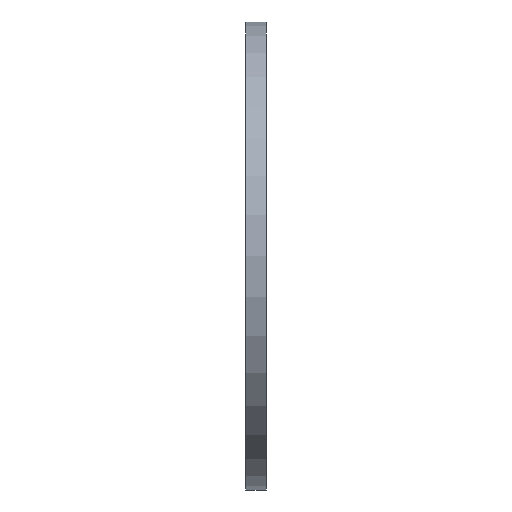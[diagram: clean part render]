
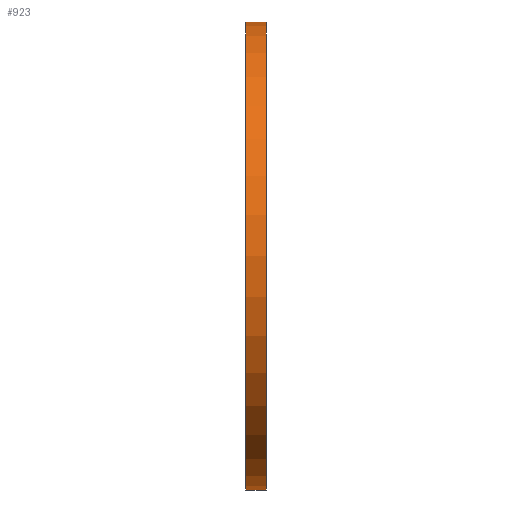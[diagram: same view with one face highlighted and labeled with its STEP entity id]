
A CAD part, left-side view. The second image highlights one B-rep face of the part: STEP entity #923.
In plain terms, the highlighted cylindrical face has radius 390 mm (diameter 780 mm), a partial arc.
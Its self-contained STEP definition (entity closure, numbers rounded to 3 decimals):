
#13 = VERTEX_POINT ( 'NONE', #1314 ) ;
#49 = DIRECTION ( 'NONE',  ( 0., -1., 0. ) ) ;
#57 = CIRCLE ( 'NONE', #697, 390. ) ;
#64 = VECTOR ( 'NONE', #183, 1000. ) ;
#84 = ORIENTED_EDGE ( 'NONE', *, *, #149, .F. ) ;
#88 = CARTESIAN_POINT ( 'NONE',  ( 0., 34., 0. ) ) ;
#102 = AXIS2_PLACEMENT_3D ( 'NONE', #194, #296, #704 ) ;
#139 = CARTESIAN_POINT ( 'NONE',  ( 0., 0., -390. ) ) ;
#149 = EDGE_CURVE ( 'NONE', #13, #400, #57, .T. ) ;
#183 = DIRECTION ( 'NONE',  ( 0., -1., 0. ) ) ;
#194 = CARTESIAN_POINT ( 'NONE',  ( 0., 0., 0. ) ) ;
#198 = EDGE_CURVE ( 'NONE', #400, #1512, #848, .T. ) ;
#296 = DIRECTION ( 'NONE',  ( 0., 1., 0. ) ) ;
#299 = ORIENTED_EDGE ( 'NONE', *, *, #1628, .T. ) ;
#399 = CARTESIAN_POINT ( 'NONE',  ( 0., 0., 390. ) ) ;
#400 = VERTEX_POINT ( 'NONE', #616 ) ;
#485 = ORIENTED_EDGE ( 'NONE', *, *, #1342, .T. ) ;
#589 = DIRECTION ( 'NONE',  ( 0., 0., -1. ) ) ;
#616 = CARTESIAN_POINT ( 'NONE',  ( 0., 34., 390. ) ) ;
#659 = VERTEX_POINT ( 'NONE', #139 ) ;
#681 = LINE ( 'NONE', #1576, #64 ) ;
#697 = AXIS2_PLACEMENT_3D ( 'NONE', #88, #967, #1090 ) ;
#704 = DIRECTION ( 'NONE',  ( 0., 0., 1. ) ) ;
#709 = CARTESIAN_POINT ( 'NONE',  ( 0., 34., 390. ) ) ;
#744 = EDGE_LOOP ( 'NONE', ( #1133, #84, #485, #299 ) ) ;
#835 = CYLINDRICAL_SURFACE ( 'NONE', #975, 390. ) ;
#848 = LINE ( 'NONE', #709, #1633 ) ;
#923 = ADVANCED_FACE ( 'NONE', ( #1599 ), #835, .T. ) ;
#967 = DIRECTION ( 'NONE',  ( 0., 1., 0. ) ) ;
#975 = AXIS2_PLACEMENT_3D ( 'NONE', #1065, #49, #589 ) ;
#983 = DIRECTION ( 'NONE',  ( 0., -1., 0. ) ) ;
#1065 = CARTESIAN_POINT ( 'NONE',  ( 0., 34., 0. ) ) ;
#1090 = DIRECTION ( 'NONE',  ( 0., 0., 1. ) ) ;
#1133 = ORIENTED_EDGE ( 'NONE', *, *, #198, .F. ) ;
#1162 = CIRCLE ( 'NONE', #102, 390. ) ;
#1314 = CARTESIAN_POINT ( 'NONE',  ( 0., 34., -390. ) ) ;
#1342 = EDGE_CURVE ( 'NONE', #13, #659, #681, .T. ) ;
#1512 = VERTEX_POINT ( 'NONE', #399 ) ;
#1576 = CARTESIAN_POINT ( 'NONE',  ( 0., 34., -390. ) ) ;
#1599 = FACE_OUTER_BOUND ( 'NONE', #744, .T. ) ;
#1628 = EDGE_CURVE ( 'NONE', #659, #1512, #1162, .T. ) ;
#1633 = VECTOR ( 'NONE', #983, 1000. ) ;
